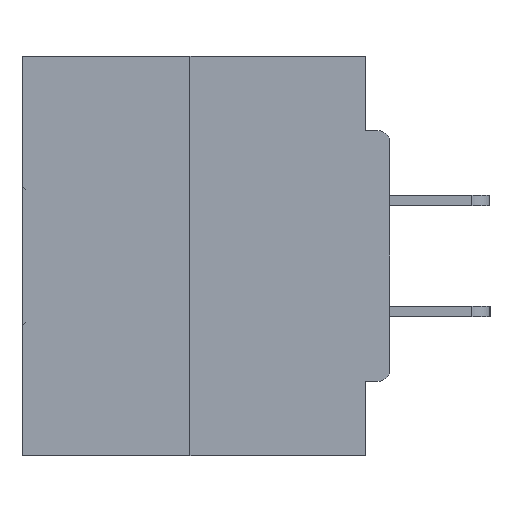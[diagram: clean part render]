
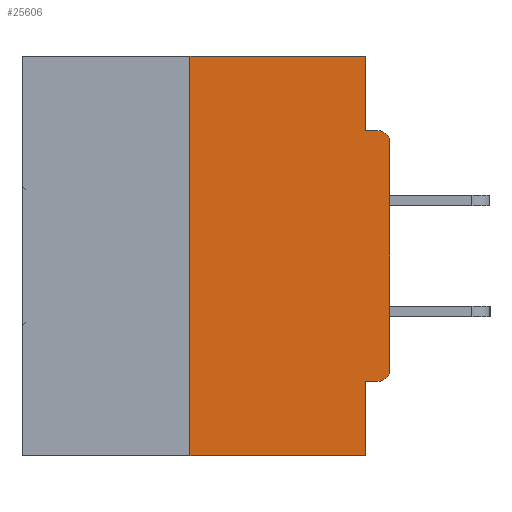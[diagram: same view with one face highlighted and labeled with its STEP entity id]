
A CAD part, left-side view. The second image highlights one B-rep face of the part: STEP entity #25606.
In plain terms, the highlighted planar face has unit normal (-1, 0, 0).
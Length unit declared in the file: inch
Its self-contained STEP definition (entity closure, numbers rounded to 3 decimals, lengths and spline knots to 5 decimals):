
#43 = CARTESIAN_POINT ( 'NONE',  ( 0., 0., -0.4065 ) ) ;
#93 = LINE ( 'NONE', #19366, #14015 ) ;
#242 = LINE ( 'NONE', #9780, #2946 ) ;
#422 = EDGE_CURVE ( 'NONE', #1115, #11101, #5817, .T. ) ;
#887 = EDGE_CURVE ( 'NONE', #25457, #18786, #38233, .T. ) ;
#1104 = ORIENTED_EDGE ( 'NONE', *, *, #887, .F. ) ;
#1115 = VERTEX_POINT ( 'NONE', #29753 ) ;
#1119 = CARTESIAN_POINT ( 'NONE',  ( 0., 0., -0.1085 ) ) ;
#1189 = VECTOR ( 'NONE', #38454, 39.37008 ) ;
#1405 = VECTOR ( 'NONE', #39290, 39.37008 ) ;
#2946 = VECTOR ( 'NONE', #29110, 39.37008 ) ;
#3321 = DIRECTION ( 'NONE',  ( -1., 0., 0. ) ) ;
#3598 = LINE ( 'NONE', #13743, #5774 ) ;
#3729 = DIRECTION ( 'NONE',  ( 0., 0., -1. ) ) ;
#3820 = DIRECTION ( 'NONE',  ( 0., -1., 0. ) ) ;
#5592 = AXIS2_PLACEMENT_3D ( 'NONE', #15305, #40831, #37858 ) ;
#5600 = DIRECTION ( 'NONE',  ( 0., -1., 0. ) ) ;
#5774 = VECTOR ( 'NONE', #3820, 39.37008 ) ;
#5817 = LINE ( 'NONE', #15519, #13946 ) ;
#6703 = CARTESIAN_POINT ( 'NONE',  ( 0., 0.015, -0.1085 ) ) ;
#8582 = ORIENTED_EDGE ( 'NONE', *, *, #22853, .F. ) ;
#9457 = VECTOR ( 'NONE', #11833, 39.37008 ) ;
#9780 = CARTESIAN_POINT ( 'NONE',  ( 0., 0.031, 0. ) ) ;
#10268 = CIRCLE ( 'NONE', #26537, 0.015 ) ;
#10852 = DIRECTION ( 'NONE',  ( 0., 0., 1. ) ) ;
#10962 = VERTEX_POINT ( 'NONE', #25298 ) ;
#11007 = CARTESIAN_POINT ( 'NONE',  ( 0., 0.25, -0.5 ) ) ;
#11101 = VERTEX_POINT ( 'NONE', #16755 ) ;
#11242 = VERTEX_POINT ( 'NONE', #1119 ) ;
#11604 = EDGE_CURVE ( 'NONE', #33057, #27194, #3598, .T. ) ;
#11833 = DIRECTION ( 'NONE',  ( 0., -1., 0. ) ) ;
#12997 = DIRECTION ( 'NONE',  ( 0., 0., 1. ) ) ;
#13743 = CARTESIAN_POINT ( 'NONE',  ( 0., 0., -0.0935 ) ) ;
#13946 = VECTOR ( 'NONE', #5600, 39.37008 ) ;
#14015 = VECTOR ( 'NONE', #12997, 39.37008 ) ;
#14109 = EDGE_CURVE ( 'NONE', #16826, #11242, #93, .T. ) ;
#14508 = ORIENTED_EDGE ( 'NONE', *, *, #40910, .F. ) ;
#14555 = CARTESIAN_POINT ( 'NONE',  ( 0., 0.46, -0.5 ) ) ;
#15261 = CARTESIAN_POINT ( 'NONE',  ( 0., 0.031, -0.4065 ) ) ;
#15305 = CARTESIAN_POINT ( 'NONE',  ( 0., 0.015, -0.3915 ) ) ;
#15519 = CARTESIAN_POINT ( 'NONE',  ( 0., 0.46, 0. ) ) ;
#16755 = CARTESIAN_POINT ( 'NONE',  ( 0., 0.031, 0. ) ) ;
#16779 = CARTESIAN_POINT ( 'NONE',  ( 0., 0.015, -0.0935 ) ) ;
#16826 = VERTEX_POINT ( 'NONE', #30046 ) ;
#17645 = VERTEX_POINT ( 'NONE', #11007 ) ;
#17955 = LINE ( 'NONE', #14555, #9457 ) ;
#18169 = LINE ( 'NONE', #39961, #19748 ) ;
#18322 = ORIENTED_EDGE ( 'NONE', *, *, #41923, .T. ) ;
#18786 = VERTEX_POINT ( 'NONE', #15261 ) ;
#19318 = CARTESIAN_POINT ( 'NONE',  ( 0., 0.031, -0.5 ) ) ;
#19366 = CARTESIAN_POINT ( 'NONE',  ( 0., 0., 0. ) ) ;
#19748 = VECTOR ( 'NONE', #10852, 39.37008 ) ;
#22575 = CARTESIAN_POINT ( 'NONE',  ( 0., 0.015, -0.4065 ) ) ;
#22783 = ORIENTED_EDGE ( 'NONE', *, *, #28671, .F. ) ;
#22853 = EDGE_CURVE ( 'NONE', #11101, #33057, #242, .T. ) ;
#23639 = PLANE ( 'NONE',  #30893 ) ;
#24254 = ORIENTED_EDGE ( 'NONE', *, *, #36937, .T. ) ;
#25031 = ORIENTED_EDGE ( 'NONE', *, *, #422, .F. ) ;
#25298 = CARTESIAN_POINT ( 'NONE',  ( 0., 0.031, -0.5 ) ) ;
#25457 = VERTEX_POINT ( 'NONE', #22575 ) ;
#25606 = ADVANCED_FACE ( 'NONE', ( #27654 ), #23639, .F. ) ;
#26537 = AXIS2_PLACEMENT_3D ( 'NONE', #6703, #3321, #3729 ) ;
#27194 = VERTEX_POINT ( 'NONE', #16779 ) ;
#27654 = FACE_OUTER_BOUND ( 'NONE', #31371, .T. ) ;
#28671 = EDGE_CURVE ( 'NONE', #18786, #10962, #37383, .T. ) ;
#29110 = DIRECTION ( 'NONE',  ( 0., 0., -1. ) ) ;
#29753 = CARTESIAN_POINT ( 'NONE',  ( 0., 0.25, 0. ) ) ;
#30046 = CARTESIAN_POINT ( 'NONE',  ( 0., 0., -0.3915 ) ) ;
#30257 = ORIENTED_EDGE ( 'NONE', *, *, #11604, .F. ) ;
#30893 = AXIS2_PLACEMENT_3D ( 'NONE', #33641, #33424, #36597 ) ;
#31371 = EDGE_LOOP ( 'NONE', ( #25031, #14508, #24254, #22783, #1104, #18322, #33588, #36345, #30257, #8582 ) ) ;
#32070 = CIRCLE ( 'NONE', #5592, 0.015 ) ;
#33057 = VERTEX_POINT ( 'NONE', #34768 ) ;
#33424 = DIRECTION ( 'NONE',  ( 1., 0., 0. ) ) ;
#33588 = ORIENTED_EDGE ( 'NONE', *, *, #14109, .T. ) ;
#33641 = CARTESIAN_POINT ( 'NONE',  ( 0., 0.46, 0. ) ) ;
#34768 = CARTESIAN_POINT ( 'NONE',  ( 0., 0.031, -0.0935 ) ) ;
#36345 = ORIENTED_EDGE ( 'NONE', *, *, #38879, .T. ) ;
#36597 = DIRECTION ( 'NONE',  ( 0., 0., -1. ) ) ;
#36937 = EDGE_CURVE ( 'NONE', #17645, #10962, #17955, .T. ) ;
#37383 = LINE ( 'NONE', #19318, #1405 ) ;
#37858 = DIRECTION ( 'NONE',  ( 0., 0., -1. ) ) ;
#38233 = LINE ( 'NONE', #43, #1189 ) ;
#38454 = DIRECTION ( 'NONE',  ( 0., 1., 0. ) ) ;
#38879 = EDGE_CURVE ( 'NONE', #11242, #27194, #10268, .T. ) ;
#39290 = DIRECTION ( 'NONE',  ( 0., 0., -1. ) ) ;
#39961 = CARTESIAN_POINT ( 'NONE',  ( 0., 0.25, 0. ) ) ;
#40831 = DIRECTION ( 'NONE',  ( -1., 0., 0. ) ) ;
#40910 = EDGE_CURVE ( 'NONE', #17645, #1115, #18169, .T. ) ;
#41923 = EDGE_CURVE ( 'NONE', #25457, #16826, #32070, .T. ) ;
